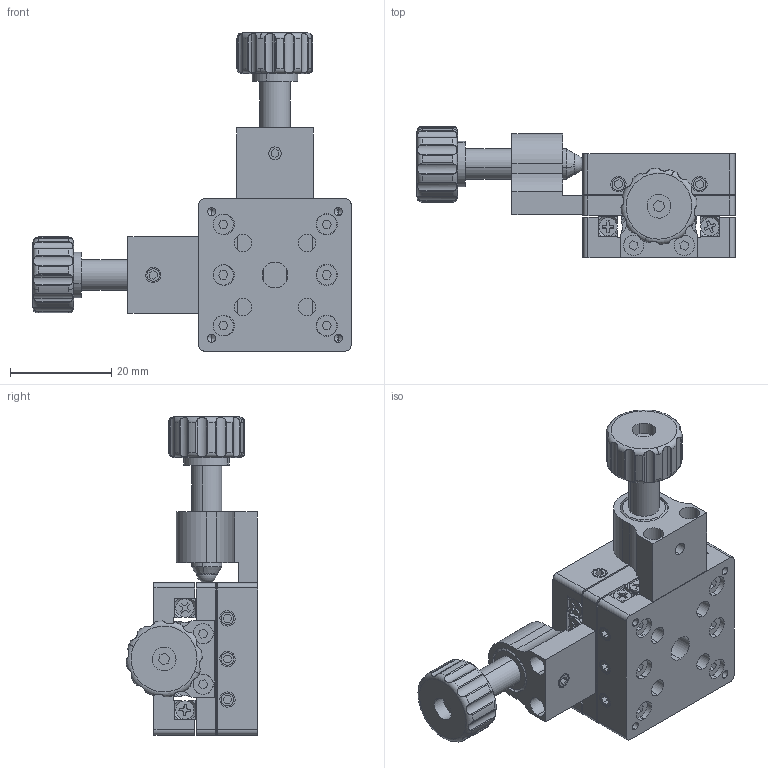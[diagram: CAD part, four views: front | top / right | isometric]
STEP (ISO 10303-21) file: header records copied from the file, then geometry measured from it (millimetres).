
FILE_DESCRIPTION (( 'STEP AP203' ), '1' );
FILE_NAME ('56CTS-2R.STEP', '2016-05-04T02:48:41', ( '' ), ( '' ), 'SwSTEP 2.0', 'SolidWorks 2016', '' );
FILE_SCHEMA (( 'CONFIG_CONTROL_DESIGN' ));
Length unit declared in the file: millimetre
Products named in the file (1): 56CTS-2R
Bounding box: 62.73 x 26 x 62.73 mm (x, y, z)
Volume: 22496.7 mm3; surface area: 25347.5 mm2
Topology: 67 solids, 67 shells, 1666 faces, 4219 edges, 2730 vertices
Faces by surface type: plane 821, cylinder 599, cone 234, torus 8, sphere 4
Entity records: 51904 total; most frequent: CARTESIAN_POINT 11332, DIRECTION 8351, ORIENTED_EDGE 8342, EDGE_CURVE 4171, AXIS2_PLACEMENT_3D 2961, VERTEX_POINT 2724, LINE 2429, VECTOR 2429
